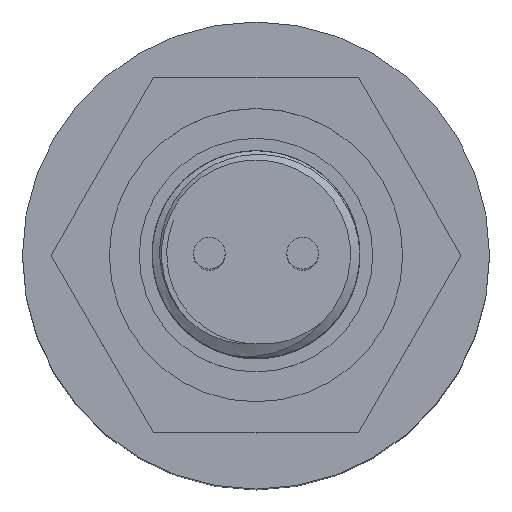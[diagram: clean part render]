
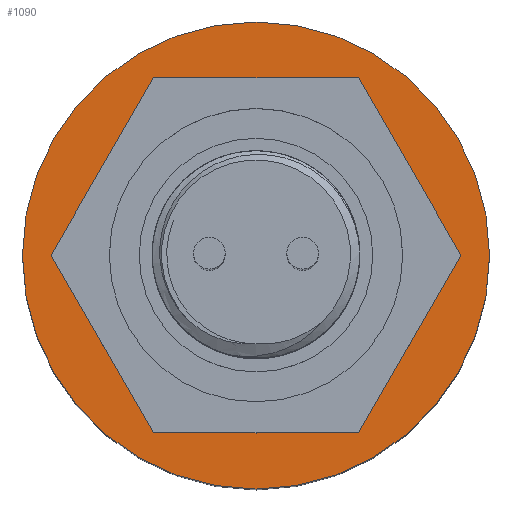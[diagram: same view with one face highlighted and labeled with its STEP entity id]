
A CAD part, top view. The second image highlights one B-rep face of the part: STEP entity #1090.
In plain terms, the highlighted planar face has unit normal (0, 0, 1).
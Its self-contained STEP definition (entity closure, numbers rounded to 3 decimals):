
#31=FACE_BOUND($,#406,.T.);
#32=FACE_BOUND($,#407,.T.);
#223=CIRCLE($,#1151,9.5);
#230=CIRCLE($,#1165,12.5);
#267=PLANE($,#1167);
#406=EDGE_LOOP($,(#923));
#407=EDGE_LOOP($,(#924));
#537=VERTEX_POINT($,#4121);
#544=VERTEX_POINT($,#4142);
#674=EDGE_CURVE($,#537,#537,#223,.T.);
#681=EDGE_CURVE($,#544,#544,#230,.T.);
#923=ORIENTED_EDGE($,*,*,#674,.T.);
#924=ORIENTED_EDGE($,*,*,#681,.F.);
#1090=ADVANCED_FACE($,(#31,#32),#267,.F.);
#1151=AXIS2_PLACEMENT_3D($,#4122,#1361,#1362);
#1165=AXIS2_PLACEMENT_3D($,#4143,#1389,#1390);
#1167=AXIS2_PLACEMENT_3D($,#4146,#1393,#1394);
#1361=DIRECTION('center_axis',(0.,0.,-1.));
#1362=DIRECTION('ref_axis',(1.,0.,0.));
#1389=DIRECTION('center_axis',(0.,0.,-1.));
#1390=DIRECTION('ref_axis',(-1.,0.,0.));
#1393=DIRECTION('center_axis',(0.,0.,-1.));
#1394=DIRECTION('ref_axis',(-1.,0.,0.));
#4121=CARTESIAN_POINT('',(-9.5,0.,28.));
#4122=CARTESIAN_POINT('Origin',(0.,0.,28.));
#4142=CARTESIAN_POINT('',(12.5,0.,28.));
#4143=CARTESIAN_POINT('Origin',(0.,0.,28.));
#4146=CARTESIAN_POINT('Origin',(0.,0.,28.));
